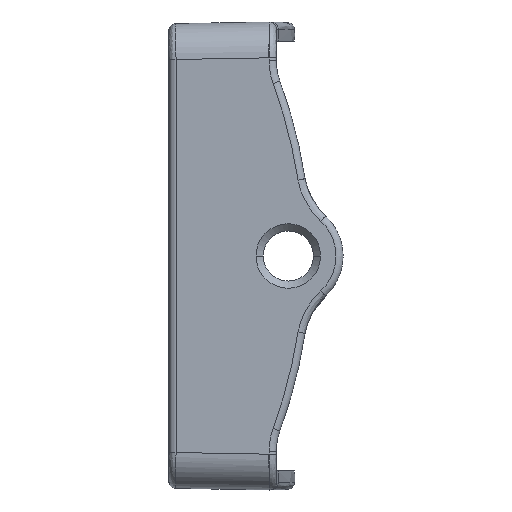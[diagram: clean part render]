
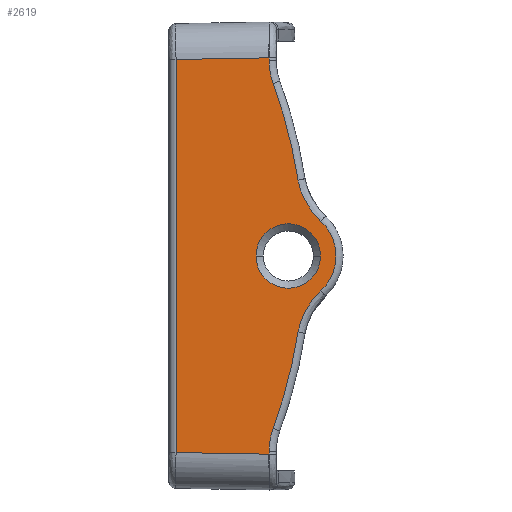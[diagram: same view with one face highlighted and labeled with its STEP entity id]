
A CAD part, left-side view. The second image highlights one B-rep face of the part: STEP entity #2619.
In plain terms, the highlighted planar face has unit normal (-1, 0, 0).
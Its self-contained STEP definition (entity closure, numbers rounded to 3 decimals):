
#221=CARTESIAN_POINT('',(-9.5,0.7,-8.232));
#232=DIRECTION('',(0.,0.,1.));
#233=VECTOR('',#232,16.463);
#234=CARTESIAN_POINT('',(-9.5,0.7,-8.232));
#235=LINE('',#234,#233);
#607=DIRECTION('',(0.,-1.,-0.017));
#608=VECTOR('',#607,3.891);
#609=CARTESIAN_POINT('',(-9.5,0.7,-8.232));
#610=LINE('',#609,#608);
#611=CARTESIAN_POINT('',(-9.5,-3.191,-8.3));
#628=CARTESIAN_POINT('',(-9.5,-4.,0.));
#629=DIRECTION('',(1.,0.,0.));
#630=DIRECTION('',(0.,1.,0.));
#631=AXIS2_PLACEMENT_3D('',#628,#629,#630);
#646=CARTESIAN_POINT('',(-9.5,-4.,0.));
#647=DIRECTION('',(1.,0.,0.));
#648=DIRECTION('',(0.,-1.,0.));
#649=AXIS2_PLACEMENT_3D('',#646,#647,#648);
#660=CARTESIAN_POINT('',(-9.5,-3.191,8.3));
#673=DIRECTION('',(0.,1.,-0.017));
#674=VECTOR('',#673,3.891);
#675=CARTESIAN_POINT('',(-9.5,-3.191,8.3));
#676=LINE('',#675,#674);
#859=CARTESIAN_POINT('',(-9.5,-3.2,8.299));
#888=DIRECTION('',(0.,1.,0.03));
#889=VECTOR('',#888,0.009);
#890=CARTESIAN_POINT('',(-9.5,-3.2,8.299));
#891=LINE('',#890,#889);
#896=DIRECTION('',(0.,0.,1.));
#897=VECTOR('',#896,0.115);
#898=CARTESIAN_POINT('',(-9.5,-3.2,8.185));
#899=LINE('',#898,#897);
#909=CARTESIAN_POINT('',(-9.5,-6.,8.185));
#910=DIRECTION('',(1.,0.,0.));
#911=DIRECTION('',(0.,0.939,-0.344));
#912=AXIS2_PLACEMENT_3D('',#909,#910,#911);
#961=CARTESIAN_POINT('',(-9.5,16.364,0.));
#962=DIRECTION('',(-1.,0.,0.));
#963=DIRECTION('',(0.,-0.988,0.152));
#964=AXIS2_PLACEMENT_3D('',#961,#962,#963);
#993=CARTESIAN_POINT('',(-9.5,-5.365,1.461));
#994=CARTESIAN_POINT('',(-9.5,-5.236,1.583));
#995=CARTESIAN_POINT('',(-9.5,-5.001,1.84));
#996=CARTESIAN_POINT('',(-9.5,-4.715,2.278));
#997=CARTESIAN_POINT('',(-9.5,-4.512,2.736));
#998=CARTESIAN_POINT('',(-9.5,-4.434,3.038));
#999=CARTESIAN_POINT('',(-9.5,-4.407,3.189));
#1001=CARTESIAN_POINT('',(-9.5,-4.,0.));
#1002=DIRECTION('',(-1.,0.,0.));
#1003=DIRECTION('',(0.,-0.683,-0.731));
#1004=AXIS2_PLACEMENT_3D('',#1001,#1002,#1003);
#1024=CARTESIAN_POINT('',(-9.5,-4.407,-3.19));
#1025=CARTESIAN_POINT('',(-9.5,-4.434,
-3.038));
#1026=CARTESIAN_POINT('',(-9.5,-4.512,
-2.736));
#1027=CARTESIAN_POINT('',(-9.5,-4.715,
-2.277));
#1028=CARTESIAN_POINT('',(-9.5,-5.001,
-1.84));
#1029=CARTESIAN_POINT('',(-9.5,-5.236,
-1.583));
#1030=CARTESIAN_POINT('',(-9.5,-5.365,
-1.461));
#1059=CARTESIAN_POINT('',(-9.5,16.364,0.));
#1060=DIRECTION('',(-1.,0.,0.));
#1061=DIRECTION('',(0.,-0.939,-0.344));
#1062=AXIS2_PLACEMENT_3D('',#1059,#1060,#1061);
#1064=CARTESIAN_POINT('',(-9.5,-6.,-8.185));
#1065=DIRECTION('',(1.,0.,0.));
#1066=DIRECTION('',(0.,1.,0.));
#1067=AXIS2_PLACEMENT_3D('',#1064,#1065,#1066);
#1266=CARTESIAN_POINT('',(-9.5,-3.2,-8.299));
#1289=DIRECTION('',(0.,-1.,0.03));
#1290=VECTOR('',#1289,0.009);
#1291=CARTESIAN_POINT('',(-9.5,-3.191,-8.3));
#1292=LINE('',#1291,#1290);
#1293=DIRECTION('',(0.,0.,1.));
#1294=VECTOR('',#1293,0.115);
#1295=CARTESIAN_POINT('',(-9.5,-3.2,-8.299));
#1296=LINE('',#1295,#1294);
#1406=CARTESIAN_POINT('',(-9.5,-5.35,0.));
#1407=CARTESIAN_POINT('',(-9.5,-2.65,0.));
#1408=VERTEX_POINT('',#1406);
#1409=VERTEX_POINT('',#1407);
#1422=VERTEX_POINT('',#660);
#1425=VERTEX_POINT('',#611);
#1464=VERTEX_POINT('',#1266);
#1466=CARTESIAN_POINT('',(-9.5,-3.2,-8.185));
#1467=VERTEX_POINT('',#1466);
#1470=CARTESIAN_POINT('',(-9.5,-3.371,-7.222));
#1471=VERTEX_POINT('',#1470);
#1476=CARTESIAN_POINT('',(-9.5,-4.407,-3.19));
#1477=VERTEX_POINT('',#1476);
#1478=VERTEX_POINT('',#1030);
#1480=CARTESIAN_POINT('',(-9.5,-5.365,1.461));
#1481=VERTEX_POINT('',#1480);
#1485=VERTEX_POINT('',#999);
#1514=VERTEX_POINT('',#859);
#1516=CARTESIAN_POINT('',(-9.5,-3.2,8.185));
#1517=VERTEX_POINT('',#1516);
#1520=CARTESIAN_POINT('',(-9.5,-3.371,7.222));
#1521=VERTEX_POINT('',#1520);
#1543=VERTEX_POINT('',#221);
#1546=CARTESIAN_POINT('',(-9.5,0.7,8.232));
#1547=VERTEX_POINT('',#1546);
#2580=CARTESIAN_POINT('',(-9.5,-7.,-9.8));
#2581=DIRECTION('',(-1.,0.,0.));
#2582=DIRECTION('',(0.,0.,1.));
#2583=AXIS2_PLACEMENT_3D('',#2580,#2581,#2582);
#2584=PLANE('',#2583);
#2585=ORIENTED_EDGE('',*,*,#1938,.T.);
#2587=ORIENTED_EDGE('',*,*,#2586,.F.);
#2589=ORIENTED_EDGE('',*,*,#2588,.F.);
#2591=ORIENTED_EDGE('',*,*,#2590,.F.);
#2593=ORIENTED_EDGE('',*,*,#2592,.F.);
#2595=ORIENTED_EDGE('',*,*,#2594,.F.);
#2597=ORIENTED_EDGE('',*,*,#2596,.F.);
#2599=ORIENTED_EDGE('',*,*,#2598,.F.);
#2601=ORIENTED_EDGE('',*,*,#2600,.F.);
#2603=ORIENTED_EDGE('',*,*,#2602,.F.);
#2605=ORIENTED_EDGE('',*,*,#2604,.F.);
#2607=ORIENTED_EDGE('',*,*,#2606,.F.);
#2609=ORIENTED_EDGE('',*,*,#2608,.F.);
#2610=ORIENTED_EDGE('',*,*,#2572,.F.);
#2611=EDGE_LOOP('',(#2585,#2587,#2589,#2591,#2593,#2595,#2597,#2599,#2601,#2603,
#2605,#2607,#2609,#2610));
#2612=FACE_OUTER_BOUND('',#2611,.F.);
#2614=ORIENTED_EDGE('',*,*,#2613,.F.);
#2616=ORIENTED_EDGE('',*,*,#2615,.F.);
#2617=EDGE_LOOP('',(#2614,#2616));
#2618=FACE_BOUND('',#2617,.F.);
#2619=ADVANCED_FACE('',(#2612,#2618),#2584,.T.);
#632=CIRCLE('',#631,1.35);
#650=CIRCLE('',#649,1.35);
#913=CIRCLE('',#912,2.8);
#965=CIRCLE('',#964,21.015);
#1000=B_SPLINE_CURVE_WITH_KNOTS('',3,(#993,#994,#995,#996,#997,#998,#999),
.UNSPECIFIED.,.F.,.F.,(4,1,1,1,4),(0.,0.25,0.5,0.75,1.),
.UNSPECIFIED.);
#1005=CIRCLE('',#1004,2.);
#1031=B_SPLINE_CURVE_WITH_KNOTS('',3,(#1024,#1025,#1026,#1027,#1028,#1029,
#1030),.UNSPECIFIED.,.F.,.F.,(4,1,1,1,4),(0.,0.25,0.5,0.75,1.),
.UNSPECIFIED.);
#1063=CIRCLE('',#1062,21.015);
#1068=CIRCLE('',#1067,2.8);
#1938=EDGE_CURVE('',#1543,#1547,#235,.T.);
#2572=EDGE_CURVE('',#1543,#1425,#610,.T.);
#2586=EDGE_CURVE('',#1422,#1547,#676,.T.);
#2588=EDGE_CURVE('',#1514,#1422,#891,.T.);
#2590=EDGE_CURVE('',#1517,#1514,#899,.T.);
#2592=EDGE_CURVE('',#1521,#1517,#913,.T.);
#2594=EDGE_CURVE('',#1485,#1521,#965,.T.);
#2596=EDGE_CURVE('',#1481,#1485,#1000,.T.);
#2598=EDGE_CURVE('',#1478,#1481,#1005,.T.);
#2600=EDGE_CURVE('',#1477,#1478,#1031,.T.);
#2602=EDGE_CURVE('',#1471,#1477,#1063,.T.);
#2604=EDGE_CURVE('',#1467,#1471,#1068,.T.);
#2606=EDGE_CURVE('',#1464,#1467,#1296,.T.);
#2608=EDGE_CURVE('',#1425,#1464,#1292,.T.);
#2613=EDGE_CURVE('',#1409,#1408,#632,.T.);
#2615=EDGE_CURVE('',#1408,#1409,#650,.T.);
